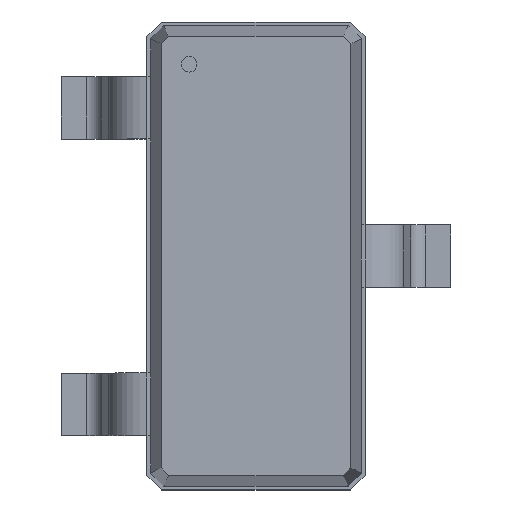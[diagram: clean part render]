
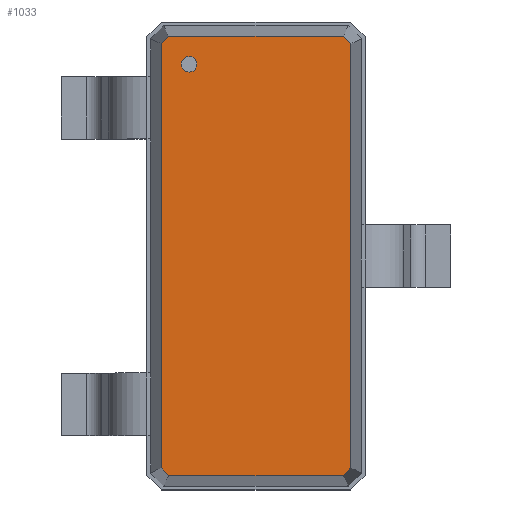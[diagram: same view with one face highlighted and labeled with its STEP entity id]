
A CAD part, top view. The second image highlights one B-rep face of the part: STEP entity #1033.
In plain terms, the highlighted planar face has unit normal (0, 0, 1).
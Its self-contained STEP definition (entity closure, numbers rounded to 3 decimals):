
#13=DIRECTION('',(0.,0.,1.));
#27=VECTOR('',#28,1.);
#28=DIRECTION('',(1.,0.,0.));
#51=VECTOR('',#52,1.);
#52=DIRECTION('',(0.707,-0.707,0.));
#58=VECTOR('',#59,1.);
#59=DIRECTION('',(0.,-1.,0.));
#65=VECTOR('',#66,1.);
#66=DIRECTION('',(-0.707,-0.707,0.));
#72=VECTOR('',#73,1.);
#73=DIRECTION('',(-1.,0.,0.));
#79=VECTOR('',#80,1.);
#80=DIRECTION('',(-0.707,0.707,0.));
#86=VECTOR('',#87,1.);
#87=DIRECTION('',(0.,1.,0.));
#91=VECTOR('',#92,1.);
#92=DIRECTION('',(0.707,0.707,0.));
#543=VERTEX_POINT('',#544);
#544=CARTESIAN_POINT('',(-0.608,1.359,1.2));
#546=ORIENTED_EDGE('',*,*,#547,.F.);
#547=EDGE_CURVE('',#548,#543,#550,.T.);
#548=VERTEX_POINT('',#549);
#549=CARTESIAN_POINT('',(-0.608,-1.359,1.2));
#550=LINE('',#549,#86);
#561=VERTEX_POINT('',#562);
#562=CARTESIAN_POINT('',(-0.559,1.408,1.2));
#564=ORIENTED_EDGE('',*,*,#565,.F.);
#565=EDGE_CURVE('',#543,#561,#566,.T.);
#566=LINE('',#544,#91);
#575=VERTEX_POINT('',#576);
#576=CARTESIAN_POINT('',(0.559,1.408,1.2));
#578=ORIENTED_EDGE('',*,*,#579,.F.);
#579=EDGE_CURVE('',#561,#575,#580,.T.);
#580=LINE('',#562,#27);
#589=VERTEX_POINT('',#590);
#590=CARTESIAN_POINT('',(0.608,1.359,1.2));
#592=ORIENTED_EDGE('',*,*,#593,.F.);
#593=EDGE_CURVE('',#575,#589,#594,.T.);
#594=LINE('',#576,#51);
#611=VERTEX_POINT('',#612);
#612=CARTESIAN_POINT('',(0.608,-1.359,1.2));
#614=ORIENTED_EDGE('',*,*,#615,.F.);
#615=EDGE_CURVE('',#589,#611,#616,.T.);
#616=LINE('',#590,#58);
#1033=ADVANCED_FACE('',(#1034,#1049),#1059,.T.);
#1034=FACE_BOUND('',#1035,.T.);
#1035=EDGE_LOOP('',(#578,#564,#546,#1036,#1041,#1046,#614,#592));
#1036=ORIENTED_EDGE('',*,*,#1037,.F.);
#1037=EDGE_CURVE('',#1038,#548,#1040,.T.);
#1038=VERTEX_POINT('',#1039);
#1039=CARTESIAN_POINT('',(-0.559,-1.408,1.2));
#1040=LINE('',#1039,#79);
#1041=ORIENTED_EDGE('',*,*,#1042,.F.);
#1042=EDGE_CURVE('',#1043,#1038,#1045,.T.);
#1043=VERTEX_POINT('',#1044);
#1044=CARTESIAN_POINT('',(0.559,-1.408,1.2));
#1045=LINE('',#1044,#72);
#1046=ORIENTED_EDGE('',*,*,#1047,.F.);
#1047=EDGE_CURVE('',#611,#1043,#1048,.T.);
#1048=LINE('',#612,#65);
#1049=FACE_BOUND('',#1050,.T.);
#1050=EDGE_LOOP('',(#1051));
#1051=ORIENTED_EDGE('',*,*,#1052,.T.);
#1052=EDGE_CURVE('',#1053,#1053,#1055,.T.);
#1053=VERTEX_POINT('',#1054);
#1054=CARTESIAN_POINT('',(-0.428,1.178,1.2));
#1055=CIRCLE('',#1056,0.05);
#1056=AXIS2_PLACEMENT_3D('',#1057,#1058,#59);
#1057=CARTESIAN_POINT('',(-0.428,1.228,1.2));
#1058=DIRECTION('',(0.,-0.,-1.));
#1059=PLANE('',#1060);
#1060=AXIS2_PLACEMENT_3D('',#562,#13,#1061);
#1061=DIRECTION('',(0.369,-0.929,0.));
